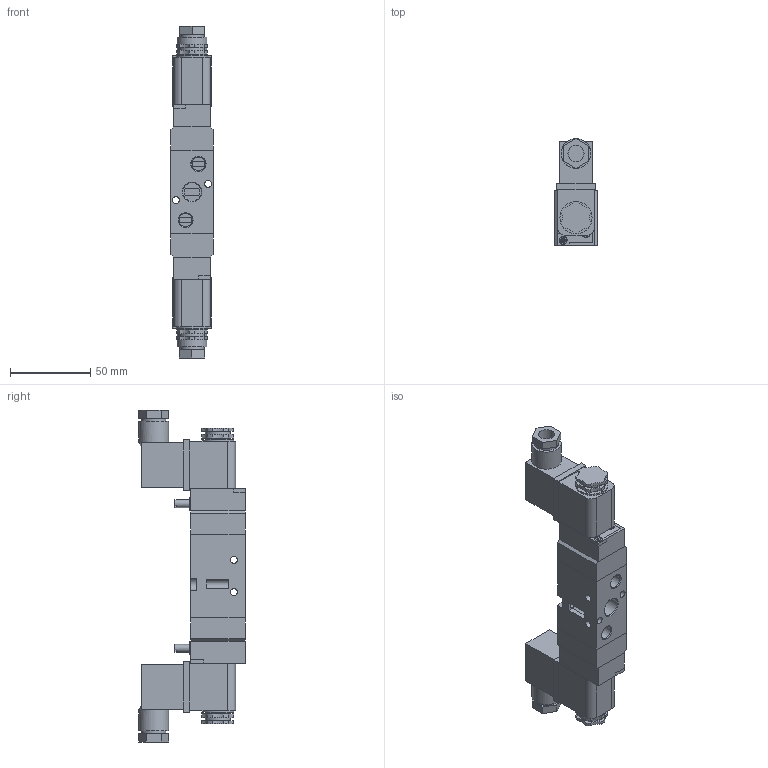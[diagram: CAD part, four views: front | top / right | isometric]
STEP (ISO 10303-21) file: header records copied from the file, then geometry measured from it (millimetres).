
FILE_DESCRIPTION(/* description */ (''),/* implementation_level */ '2;1');
FILE_NAME(/* name */ 'YPC-SF4200-IL.stp',/* time_stamp */ '2017-11-07T10:19:11+01:00',/* author */ (''),/* organization */ (''),/* preprocessor_version */ 'ST-DEVELOPER v15.2',/* originating_system */ 'Autodesk Translator Framework v2.0.0.5431',/* authorisation */ '');
FILE_SCHEMA (('AUTOMOTIVE_DESIGN { 1 0 10303 214 3 1 1 }'));
Length unit declared in the file: centimetre
Products named in the file (1): (Unsaved)
Bounding box: 26.5 x 66.2 x 206.6 mm (x, y, z)
Volume: 174543.2 mm3; surface area: 49867.1 mm2
Topology: 7 solids, 7 shells, 488 faces, 1205 edges, 797 vertices
Faces by surface type: plane 316, cylinder 121, cone 51
Full cylindrical faces by diameter (mm): 4.3 x6, 4.8 x2, 4.9 x8, 5 x8, 6.96 x2, 7.95 x2, 8.35 x1, 8.5 x1, 8.8 x4, 9 x2, 10 x2, 11.4 x3, 15 x2, 15.5 x4, 18.5 x2, 20 x2
Entity records: 13593 total; most frequent: CARTESIAN_POINT 2339, DIRECTION 2330, ORIENTED_EDGE 2142, EDGE_CURVE 1071, AXIS2_PLACEMENT_3D 780, LINE 770, VECTOR 770, VERTEX_POINT 759
